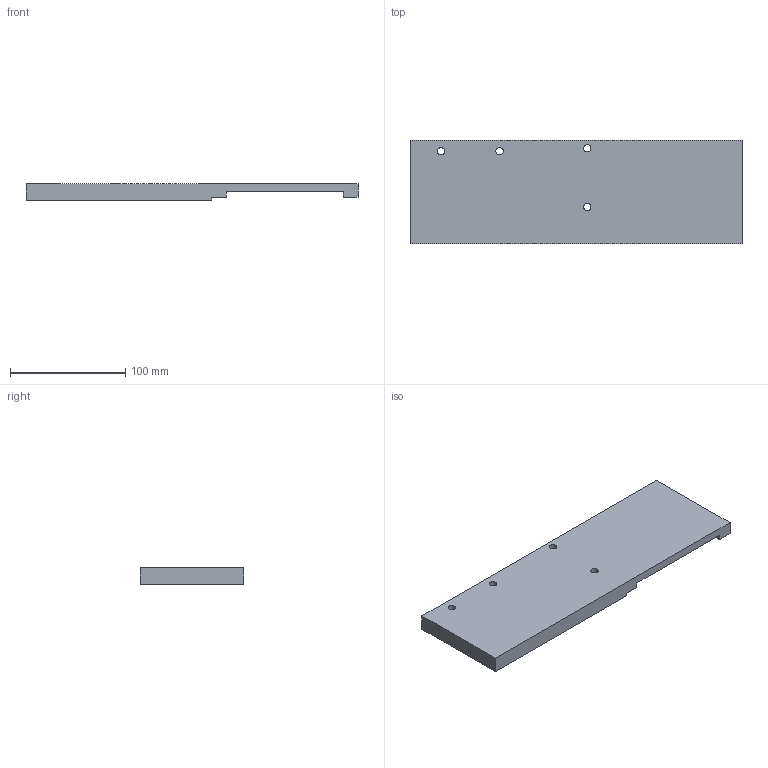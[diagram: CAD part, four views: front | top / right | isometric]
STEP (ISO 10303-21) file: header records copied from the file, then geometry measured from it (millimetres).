
FILE_DESCRIPTION(/* description */ (''),/* implementation_level */ '2;1');
FILE_NAME(/* name */ 'Sapphire laser subassy shortened baseplate.stp',/* time_stamp */ '2022-05-25T17:44:32-04:00',/* author */ ('kk4764'),/* organization */ (''),/* preprocessor_version */ 'ST-DEVELOPER v18.1',/* originating_system */ 'Autodesk Inventor 2022',/* authorisation */ '');
FILE_SCHEMA (('AUTOMOTIVE_DESIGN { 1 0 10303 214 3 1 1 }'));
Length unit declared in the file: millimetre
Products named in the file (1): Oxxius laser subassy shortened baseplate
Bounding box: 288.25 x 90 x 14.32 mm (x, y, z)
Volume: 295233.8 mm3; surface area: 63746 mm2
Topology: 1 solids, 1 shells, 40 faces, 94 edges, 60 vertices
Faces by surface type: cylinder 16, plane 16, cone 8
Full cylindrical faces by diameter (mm): 2.459 x4, 3.302 x4, 6.35 x4, 9.652 x4
Entity records: 1163 total; most frequent: DIRECTION 200, CARTESIAN_POINT 187, ORIENTED_EDGE 172, EDGE_CURVE 86, AXIS2_PLACEMENT_3D 73, EDGE_LOOP 60, VERTEX_POINT 60, LINE 54
